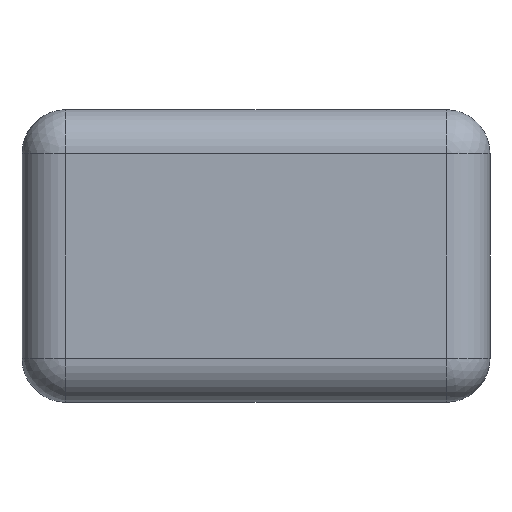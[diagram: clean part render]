
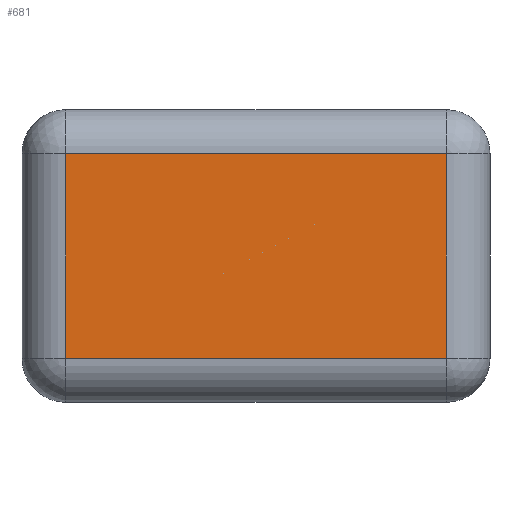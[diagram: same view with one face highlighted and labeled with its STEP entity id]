
A CAD part, left-side view. The second image highlights one B-rep face of the part: STEP entity #681.
In plain terms, the highlighted planar face has unit normal (-1, 0, 0).
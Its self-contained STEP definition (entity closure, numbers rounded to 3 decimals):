
#39=PLANE('',#755);
#73=FACE_OUTER_BOUND('',#119,.T.);
#119=EDGE_LOOP('',(#545,#546,#547,#548));
#157=LINE('',#1103,#213);
#160=LINE('',#1107,#216);
#165=LINE('',#1121,#221);
#168=LINE('',#1125,#224);
#213=VECTOR('',#881,1.3);
#216=VECTOR('',#886,0.7);
#221=VECTOR('',#901,0.7);
#224=VECTOR('',#906,1.3);
#309=VERTEX_POINT('',#1075);
#314=VERTEX_POINT('',#1085);
#315=VERTEX_POINT('',#1089);
#320=VERTEX_POINT('',#1099);
#385=EDGE_CURVE('',#315,#320,#157,.T.);
#388=EDGE_CURVE('',#320,#314,#160,.T.);
#395=EDGE_CURVE('',#309,#315,#165,.T.);
#398=EDGE_CURVE('',#314,#309,#168,.T.);
#545=ORIENTED_EDGE('',*,*,#385,.F.);
#546=ORIENTED_EDGE('',*,*,#395,.F.);
#547=ORIENTED_EDGE('',*,*,#398,.F.);
#548=ORIENTED_EDGE('',*,*,#388,.F.);
#681=ADVANCED_FACE('',(#73),#39,.T.);
#755=AXIS2_PLACEMENT_3D('',#1142,#925,#926);
#881=DIRECTION('',(0.,1.,0.));
#886=DIRECTION('',(0.,0.,1.));
#901=DIRECTION('',(0.,0.,-1.));
#906=DIRECTION('',(0.,-1.,0.));
#925=DIRECTION('center_axis',(-1.,0.,0.));
#926=DIRECTION('ref_axis',(0.,-1.,0.));
#1075=CARTESIAN_POINT('',(-1.,-0.65,0.85));
#1085=CARTESIAN_POINT('',(-1.,0.65,0.85));
#1089=CARTESIAN_POINT('',(-1.,-0.65,0.15));
#1099=CARTESIAN_POINT('',(-1.,0.65,0.15));
#1103=CARTESIAN_POINT('',(-1.,0.4,0.15));
#1107=CARTESIAN_POINT('',(-1.,0.65,0.));
#1121=CARTESIAN_POINT('',(-1.,-0.65,0.));
#1125=CARTESIAN_POINT('',(-1.,0.4,0.85));
#1142=CARTESIAN_POINT('Origin',(-1.,0.8,0.));
